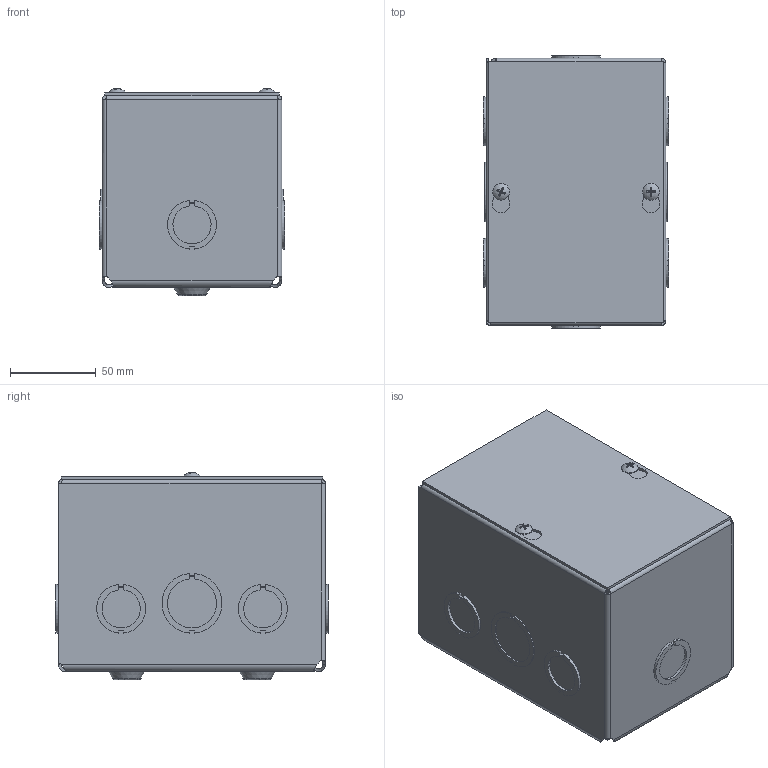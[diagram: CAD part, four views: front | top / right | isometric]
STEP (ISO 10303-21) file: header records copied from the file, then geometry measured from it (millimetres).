
FILE_DESCRIPTION(/* description */ ('BACKS - 6"X4"'),/* implementation_level */ '2;1');
FILE_NAME(/* name */ 'SC040604G.stp',/* time_stamp */ '2015-04-13T22:25:31+06:00',/* author */ ('vdas'),/* organization */ (''),/* preprocessor_version */ 'ST-DEVELOPER v15.2',/* originating_system */ 'Autodesk Inventor 2014',/* authorisation */ '');
FILE_SCHEMA (('AUTOMOTIVE_DESIGN { 1 0 10303 214 3 1 1 }'));
Length unit declared in the file: inch
Products named in the file (5): SC0406GBKP; SC040604GWRA; SC0406GLID; 34056; SC040604G
Bounding box: 107.92 x 158.72 x 120.78 mm (x, y, z)
Volume: 161109.5 mm3; surface area: 213187.3 mm2
Topology: 16 solids, 18 shells, 506 faces, 1219 edges, 761 vertices
Faces by surface type: plane 288, cylinder 107, bspline 37, torus 32, cone 24, sphere 18
Full cylindrical faces by diameter (mm): 3.759 x2, 4.166 x2, 7.144 x2, 9.754 x2
Entity records: 14843 total; most frequent: CARTESIAN_POINT 3636, ORIENTED_EDGE 2272, DIRECTION 2056, EDGE_CURVE 1064, LINE 764, VECTOR 764, VERTEX_POINT 682, AXIS2_PLACEMENT_3D 646
